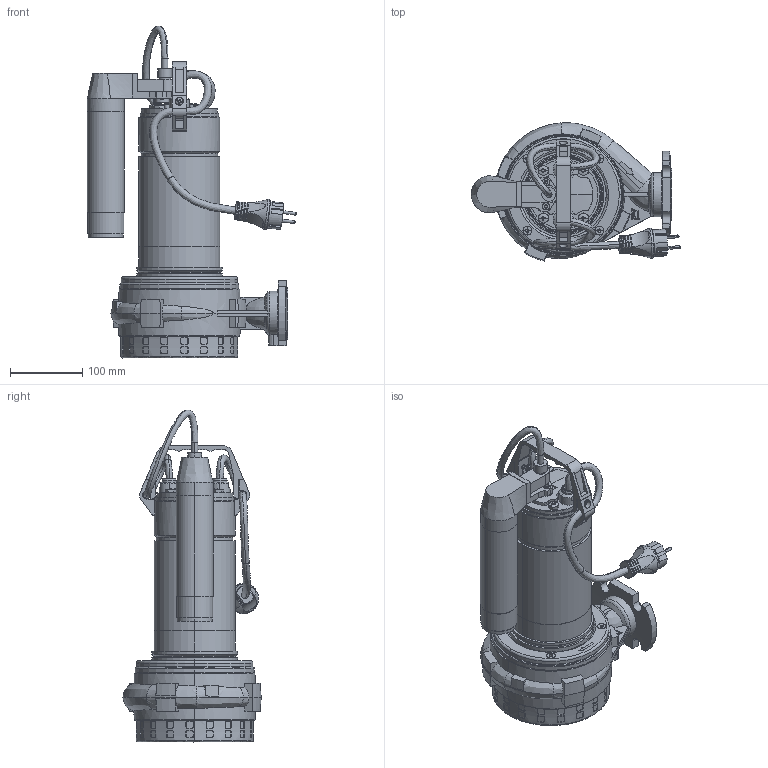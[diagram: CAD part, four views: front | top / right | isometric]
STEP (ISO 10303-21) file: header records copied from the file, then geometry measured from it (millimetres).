
FILE_DESCRIPTION (( 'STEP AP203' ), '1' );
FILE_NAME ('10018189swa00.step', '2023-06-20T14:47:42', ( '' ), ( '' ), 'SwSTEP 2.0', 'SolidWorks 2020', '' );
FILE_SCHEMA (( 'CONFIG_CONTROL_DESIGN' ));
Length unit declared in the file: millimetre
Products named in the file (8): 10018189swa00; Copia di GF^Copia di Galleggiante GF_10018189swa00; Copia di Galleggiante GF^10018189swa00; Coperchio^Copia di Galleggiante GF_10018189swa00; Copia di 4_92_100_REV04^Copia di Galleggiante GF_10018189swa00; Copia di 4_93_581_04_REV00^10018189swa00; Copia di 3_92_128_semplificato^Coperchio_Copia di Galleggiante GF_10018189swa00_Cavo doppio; Copia di 70142^Coperchio_Copia di Galleggiante GF_10018189swa00
Assembly tree (7 placements, depth 4):
  10018189swa00
    Copia di 4_93_581_04_REV00^10018189swa00
    Copia di Galleggiante GF^10018189swa00
      Copia di GF^Copia di Galleggiante GF_10018189swa00
      Copia di 4_92_100_REV04^Copia di Galleggiante GF_10018189swa00
      Coperchio^Copia di Galleggiante GF_10018189swa00
        Copia di 70142^Coperchio_Copia di Galleggiante GF_10018189swa00
        Copia di 3_92_128_semplificato^Coperchio_Copia di Galleggiante GF_10018189swa00_Cavo doppio
Bounding box: 289.98 x 191.49 x 459.83 mm (x, y, z)
Volume: 5642315.1 mm3; surface area: 578221.8 mm2
Topology: 37 solids, 37 shells, 1809 faces, 4684 edges, 3049 vertices
Faces by surface type: plane 906, cylinder 584, cone 163, bspline 87, torus 35, sphere 34
Entity records: 98218 total; most frequent: CARTESIAN_POINT 54005, ORIENTED_EDGE 9344, DIRECTION 8614, EDGE_CURVE 4672, AXIS2_PLACEMENT_3D 3144, VERTEX_POINT 3047, VECTOR 2326, LINE 2326
